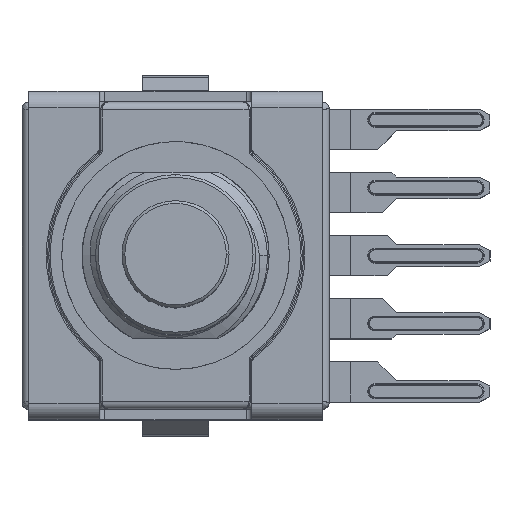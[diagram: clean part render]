
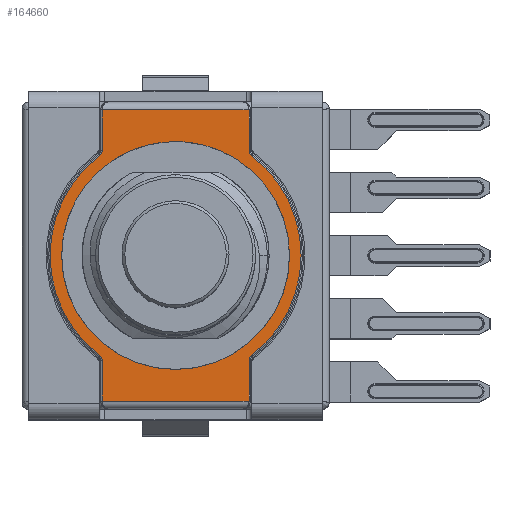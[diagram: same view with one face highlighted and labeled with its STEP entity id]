
A CAD part, top view. The second image highlights one B-rep face of the part: STEP entity #164660.
In plain terms, the highlighted face is planar.
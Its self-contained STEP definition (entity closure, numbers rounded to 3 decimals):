
#85340=CARTESIAN_POINT('',(3.,9.687,-4.6));
#85350=VERTEX_POINT('',#85340);
#85380=CARTESIAN_POINT('',(3.,5.75,
-4.6));
#85390=DIRECTION('',(0.,-1.,0.));
#85400=VECTOR('',#85390,1.);
#85410=LINE('',#85380,#85400);
#85420=CARTESIAN_POINT('',(3.,11.2,-4.6));
#85430=VERTEX_POINT('',#85420);
#85440=EDGE_CURVE('',#85430,#85350,#85410,.T.);
#86180=CARTESIAN_POINT('',(8.5,9.687,
-4.6));
#86190=VERTEX_POINT('',#86180);
#86330=CARTESIAN_POINT('',(8.5,11.2,-4.6));
#86340=VERTEX_POINT('',#86330);
#86370=CARTESIAN_POINT('',(8.5,5.75,
-4.6));
#86380=DIRECTION('',(0.,1.,0.));
#86390=VECTOR('',#86380,1.);
#86400=LINE('',#86370,#86390);
#86410=EDGE_CURVE('',#86190,#86340,#86400,.T.);
#87250=CARTESIAN_POINT('',(8.75,9.687,
-4.6));
#87260=DIRECTION('',(0.,0.,1.));
#87270=DIRECTION('',(-1.,0.,0.));
#87280=AXIS2_PLACEMENT_3D('',#87250,#87260,#87270);
#87290=CIRCLE('',#87280,0.25);
#87300=CARTESIAN_POINT('',(8.598,9.488,
-4.6));
#87310=VERTEX_POINT('',#87300);
#87320=EDGE_CURVE('',#86190,#87310,#87290,.T.);
#87510=CARTESIAN_POINT('',(5.75,5.75,
-4.6));
#87520=DIRECTION('',(0.,0.,-1.));
#87530=DIRECTION('',(-1.,0.,0.));
#87540=AXIS2_PLACEMENT_3D('',#87510,#87520,#87530);
#87550=CIRCLE('',#87540,4.7);
#87560=CARTESIAN_POINT('',(10.45,5.75,-4.6));
#87570=VERTEX_POINT('',#87560);
#87580=EDGE_CURVE('',#87310,#87570,#87550,.T.);
#89310=CARTESIAN_POINT('',(8.75,1.813,
-4.6));
#89320=DIRECTION('',(0.,0.,1.));
#89330=DIRECTION('',(-1.,0.,0.));
#89340=AXIS2_PLACEMENT_3D('',#89310,#89320,#89330);
#89350=CIRCLE('',#89340,0.25);
#89360=CARTESIAN_POINT('',(8.598,2.012,
-4.6));
#89370=VERTEX_POINT('',#89360);
#89380=CARTESIAN_POINT('',(8.5,1.813,
-4.6));
#89390=VERTEX_POINT('',#89380);
#89400=EDGE_CURVE('',#89370,#89390,#89350,.T.);
#89660=CARTESIAN_POINT('',(8.5,5.75,
-4.6));
#89670=DIRECTION('',(0.,1.,0.));
#89680=VECTOR('',#89670,1.);
#89690=LINE('',#89660,#89680);
#89700=CARTESIAN_POINT('',(8.5,0.3,
-4.6));
#89710=VERTEX_POINT('',#89700);
#89720=EDGE_CURVE('',#89710,#89390,#89690,.T.);
#90550=CARTESIAN_POINT('',(5.75,11.2,-4.6));
#90560=DIRECTION('',(1.,0.,0.));
#90570=VECTOR('',#90560,1.);
#90580=LINE('',#90550,#90570);
#90590=EDGE_CURVE('',#85430,#86340,#90580,.T.);
#92480=CARTESIAN_POINT('',(3.,0.3,-4.6));
#92490=VERTEX_POINT('',#92480);
#92670=CARTESIAN_POINT('',(5.75,0.3,-4.6));
#92680=DIRECTION('',(-1.,0.,0.));
#92690=VECTOR('',#92680,1.);
#92700=LINE('',#92670,#92690);
#92710=EDGE_CURVE('',#89710,#92490,#92700,.T.);
#159250=CARTESIAN_POINT('',(2.902,9.488,-4.6));
#159260=VERTEX_POINT('',#159250);
#159290=CARTESIAN_POINT('',(2.75,9.687,-4.6));
#159300=DIRECTION('',(0.,0.,1.));
#159310=DIRECTION('',(-1.,0.,0.));
#159320=AXIS2_PLACEMENT_3D('',#159290,#159300,#159310);
#159330=CIRCLE('',#159320,0.25);
#159340=EDGE_CURVE('',#159260,#85350,#159330,.T.);
#159590=CARTESIAN_POINT('',(1.05,5.75,-4.6));
#159600=VERTEX_POINT('',#159590);
#159630=CARTESIAN_POINT('',(5.75,5.75,
-4.6));
#159640=DIRECTION('',(0.,0.,-1.));
#159650=DIRECTION('',(-1.,0.,0.));
#159660=AXIS2_PLACEMENT_3D('',#159630,#159640,#159650);
#159670=CIRCLE('',#159660,4.7);
#159680=EDGE_CURVE('',#159600,#159260,#159670,.T.);
#159840=CARTESIAN_POINT('',(3.,1.813,-4.6));
#159850=VERTEX_POINT('',#159840);
#159950=CARTESIAN_POINT('',(3.,5.75,
-4.6));
#159960=DIRECTION('',(0.,-1.,0.));
#159970=VECTOR('',#159960,1.);
#159980=LINE('',#159950,#159970);
#159990=EDGE_CURVE('',#159850,#92490,#159980,.T.);
#160110=CARTESIAN_POINT('',(2.75,1.813,-4.6));
#160120=DIRECTION('',(0.,0.,1.));
#160130=DIRECTION('',(-1.,0.,0.));
#160140=AXIS2_PLACEMENT_3D('',#160110,#160120,#160130);
#160150=CIRCLE('',#160140,0.25);
#160160=CARTESIAN_POINT('',(2.902,2.012,-4.6));
#160170=VERTEX_POINT('',#160160);
#160180=EDGE_CURVE('',#159850,#160170,#160150,.T.);
#164280=CARTESIAN_POINT('',(5.75,5.75,
-4.6));
#164290=DIRECTION('',(0.,0.,-1.));
#164300=DIRECTION('',(-1.,0.,0.));
#164310=AXIS2_PLACEMENT_3D('',#164280,#164290,#164300);
#164320=PLANE('',#164310);
#164330=CARTESIAN_POINT('',(5.75,5.75,
-4.6));
#164340=DIRECTION('',(0.,0.,1.));
#164350=DIRECTION('',(-1.,0.,0.));
#164360=AXIS2_PLACEMENT_3D('',#164330,#164340,#164350);
#164370=CIRCLE('',#164360,4.269);
#164380=CARTESIAN_POINT('',(1.481,5.75,-4.6));
#164390=VERTEX_POINT('',#164380);
#164400=CARTESIAN_POINT('',(10.019,5.75,
-4.6));
#164410=VERTEX_POINT('',#164400);
#164420=EDGE_CURVE('',#164390,#164410,#164370,.T.);
#164430=ORIENTED_EDGE('',*,*,#164420,.T.);
#164440=EDGE_CURVE('',#164410,#164390,#164370,.T.);
#164450=ORIENTED_EDGE('',*,*,#164440,.T.);
#164460=EDGE_LOOP('',(#164450,#164430));
#164470=FACE_BOUND('',#164460,.T.);
#164480=ORIENTED_EDGE('',*,*,#159340,.T.);
#164490=ORIENTED_EDGE('',*,*,#159680,.T.);
#164500=EDGE_CURVE('',#160170,#159600,#159670,.T.);
#164510=ORIENTED_EDGE('',*,*,#164500,.T.);
#164520=ORIENTED_EDGE('',*,*,#160180,.T.);
#164530=ORIENTED_EDGE('',*,*,#159990,.F.);
#164540=ORIENTED_EDGE('',*,*,#92710,.T.);
#164550=ORIENTED_EDGE('',*,*,#89720,.F.);
#164560=ORIENTED_EDGE('',*,*,#89400,.T.);
#164570=EDGE_CURVE('',#87570,#89370,#87550,.T.);
#164580=ORIENTED_EDGE('',*,*,#164570,.T.);
#164590=ORIENTED_EDGE('',*,*,#87580,.T.);
#164600=ORIENTED_EDGE('',*,*,#87320,.T.);
#164610=ORIENTED_EDGE('',*,*,#86410,.F.);
#164620=ORIENTED_EDGE('',*,*,#90590,.T.);
#164630=ORIENTED_EDGE('',*,*,#85440,.F.);
#164640=EDGE_LOOP('',(#164630,#164620,#164610,#164600,#164590,#164580,
#164560,#164550,#164540,#164530,#164520,#164510,#164490,#164480));
#164650=FACE_OUTER_BOUND('',#164640,.T.);
#164660=ADVANCED_FACE('',(#164470,#164650),#164320,.T.);
